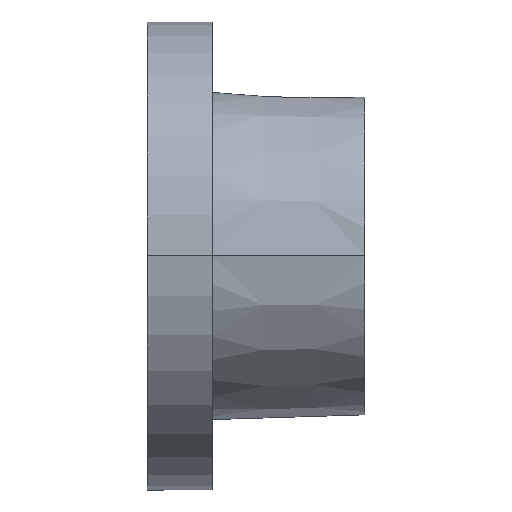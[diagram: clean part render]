
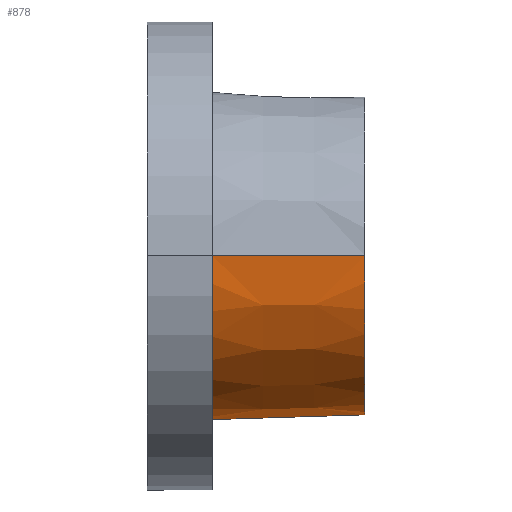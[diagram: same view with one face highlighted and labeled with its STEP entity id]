
A CAD part, top view. The second image highlights one B-rep face of the part: STEP entity #878.
In plain terms, the highlighted conical face has half-angle 1.79 degrees and reference radius 23.86 mm.
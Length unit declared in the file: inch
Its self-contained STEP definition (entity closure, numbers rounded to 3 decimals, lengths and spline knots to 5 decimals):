
#15 = DIRECTION ( 'NONE',  ( 0., 0., -1. ) ) ;
#36 = CARTESIAN_POINT ( 'NONE',  ( 0., 0., 0.93939 ) ) ;
#84 = EDGE_CURVE ( 'NONE', #354, #201, #647, .T. ) ;
#87 = CARTESIAN_POINT ( 'NONE',  ( 0., 0., 0.93939 ) ) ;
#91 = DIRECTION ( 'NONE',  ( -1., 0., 0. ) ) ;
#115 = VERTEX_POINT ( 'NONE', #87 ) ;
#119 = EDGE_LOOP ( 'NONE', ( #127, #490, #939, #634 ) ) ;
#123 = EDGE_CURVE ( 'NONE', #299, #354, #688, .T. ) ;
#127 = ORIENTED_EDGE ( 'NONE', *, *, #123, .F. ) ;
#145 = DIRECTION ( 'NONE',  ( 1., 0., 0. ) ) ;
#156 = DIRECTION ( 'NONE',  ( -1., -0.031, 0.001 ) ) ;
#162 = AXIS2_PLACEMENT_3D ( 'NONE', #653, #648, #640 ) ;
#164 = CARTESIAN_POINT ( 'NONE',  ( 30.05896, 0., 0. ) ) ;
#184 = EDGE_CURVE ( 'NONE', #299, #115, #481, .T. ) ;
#201 = VERTEX_POINT ( 'NONE', #866 ) ;
#299 = VERTEX_POINT ( 'NONE', #883 ) ;
#300 = CARTESIAN_POINT ( 'NONE',  ( 0., 0., 0. ) ) ;
#354 = VERTEX_POINT ( 'NONE', #977 ) ;
#355 = CONICAL_SURFACE ( 'NONE', #400, 0.93939, 0.031 ) ;
#362 = CIRCLE ( 'NONE', #539, 0.93939 ) ;
#400 = AXIS2_PLACEMENT_3D ( 'NONE', #300, #91, #15 ) ;
#431 = DIRECTION ( 'NONE',  ( -1., 0., 0.031 ) ) ;
#481 = LINE ( 'NONE', #36, #654 ) ;
#490 = ORIENTED_EDGE ( 'NONE', *, *, #184, .T. ) ;
#539 = AXIS2_PLACEMENT_3D ( 'NONE', #584, #145, #676 ) ;
#556 = FACE_OUTER_BOUND ( 'NONE', #119, .T. ) ;
#584 = CARTESIAN_POINT ( 'NONE',  ( 0., 0., 0. ) ) ;
#634 = ORIENTED_EDGE ( 'NONE', *, *, #84, .F. ) ;
#640 = DIRECTION ( 'NONE',  ( 0., 0., -1. ) ) ;
#644 = VECTOR ( 'NONE', #156, 39.37008 ) ;
#647 = LINE ( 'NONE', #164, #644 ) ;
#648 = DIRECTION ( 'NONE',  ( 1., 0., 0. ) ) ;
#653 = CARTESIAN_POINT ( 'NONE',  ( 0.875, 0., 0. ) ) ;
#654 = VECTOR ( 'NONE', #431, 39.37008 ) ;
#676 = DIRECTION ( 'NONE',  ( 0., 0., -1. ) ) ;
#688 = CIRCLE ( 'NONE', #162, 0.91204 ) ;
#866 = CARTESIAN_POINT ( 'NONE',  ( 0., -0.93925, 0.01639 ) ) ;
#878 = ADVANCED_FACE ( 'NONE', ( #556 ), #355, .T. ) ;
#883 = CARTESIAN_POINT ( 'NONE',  ( 0.875, 0., 0.91204 ) ) ;
#907 = EDGE_CURVE ( 'NONE', #115, #201, #362, .T. ) ;
#939 = ORIENTED_EDGE ( 'NONE', *, *, #907, .T. ) ;
#977 = CARTESIAN_POINT ( 'NONE',  ( 0.875, -0.91191, 0.01592 ) ) ;
